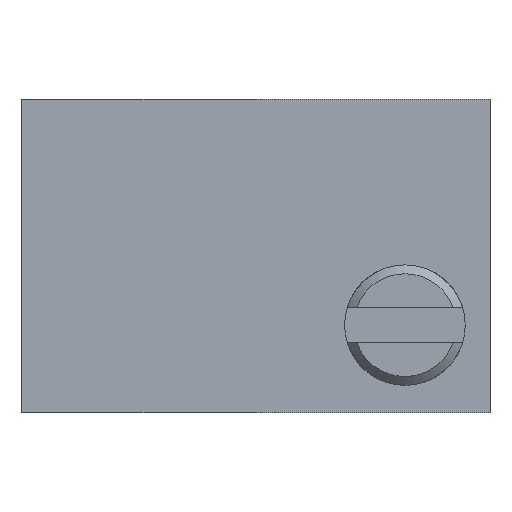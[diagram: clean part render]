
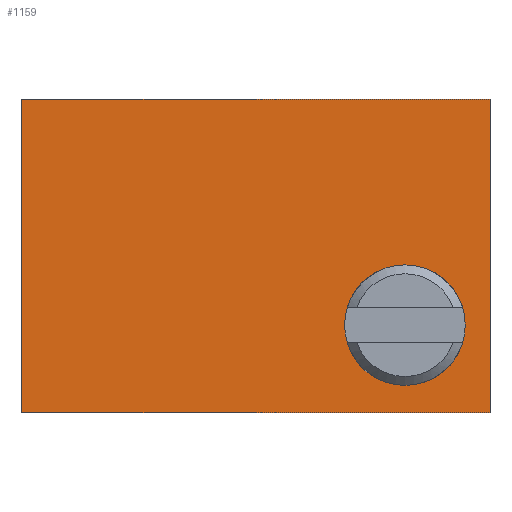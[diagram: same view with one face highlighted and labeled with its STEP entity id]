
A CAD part, left-side view. The second image highlights one B-rep face of the part: STEP entity #1159.
In plain terms, the highlighted planar face has unit normal (-1, 0, 0).
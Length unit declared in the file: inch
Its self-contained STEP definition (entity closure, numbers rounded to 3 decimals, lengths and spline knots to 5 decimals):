
#153=DIRECTION('',(0.,1.,0.));
#154=VECTOR('',#153,0.264);
#155=CARTESIAN_POINT('',(-0.224,-0.132,0.));
#156=LINE('',#155,#154);
#157=DIRECTION('',(0.,0.,-1.));
#158=VECTOR('',#157,0.177);
#159=CARTESIAN_POINT('',(-0.224,-0.132,0.177));
#160=LINE('',#159,#158);
#161=CARTESIAN_POINT('',(-0.224,-0.084,0.0495));
#162=DIRECTION('',(-1.,0.,0.));
#163=DIRECTION('',(0.,1.,0.));
#164=AXIS2_PLACEMENT_3D('',#161,#162,#163);
#166=CARTESIAN_POINT('',(-0.224,-0.084,0.0495));
#167=DIRECTION('',(-1.,0.,0.));
#168=DIRECTION('',(0.,-1.,0.));
#169=AXIS2_PLACEMENT_3D('',#166,#167,#168);
#203=DIRECTION('',(0.,1.,0.));
#204=VECTOR('',#203,0.264);
#205=CARTESIAN_POINT('',(-0.224,-0.132,0.177));
#206=LINE('',#205,#204);
#673=DIRECTION('',(0.,0.,-1.));
#674=VECTOR('',#673,0.177);
#675=CARTESIAN_POINT('',(-0.224,0.132,0.177));
#676=LINE('',#675,#674);
#735=CARTESIAN_POINT('',(-0.224,-0.132,0.177));
#736=VERTEX_POINT('',#735);
#737=CARTESIAN_POINT('',(-0.224,0.132,0.177));
#738=VERTEX_POINT('',#737);
#789=CARTESIAN_POINT('',(-0.224,0.132,0.));
#790=VERTEX_POINT('',#789);
#791=CARTESIAN_POINT('',(-0.224,-0.132,0.));
#792=VERTEX_POINT('',#791);
#793=CARTESIAN_POINT('',(-0.224,-0.0595,0.0495));
#794=CARTESIAN_POINT('',(-0.224,-0.1085,0.0495));
#795=VERTEX_POINT('',#793);
#796=VERTEX_POINT('',#794);
#1140=CARTESIAN_POINT('',(-0.224,0.,0.0885));
#1141=DIRECTION('',(1.,0.,0.));
#1142=DIRECTION('',(0.,-1.,0.));
#1143=AXIS2_PLACEMENT_3D('',#1140,#1141,#1142);
#1144=PLANE('',#1143);
#1146=ORIENTED_EDGE('',*,*,#1145,.T.);
#1148=ORIENTED_EDGE('',*,*,#1147,.F.);
#1150=ORIENTED_EDGE('',*,*,#1149,.F.);
#1152=ORIENTED_EDGE('',*,*,#1151,.T.);
#1153=EDGE_LOOP('',(#1146,#1148,#1150,#1152));
#1154=FACE_OUTER_BOUND('',#1153,.F.);
#1155=ORIENTED_EDGE('',*,*,#1105,.T.);
#1156=ORIENTED_EDGE('',*,*,#1133,.T.);
#1157=EDGE_LOOP('',(#1155,#1156));
#1158=FACE_BOUND('',#1157,.F.);
#1159=ADVANCED_FACE('',(#1154,#1158),#1144,.F.);
#165=CIRCLE('',#164,0.0245);
#170=CIRCLE('',#169,0.0245);
#1105=EDGE_CURVE('',#795,#796,#165,.T.);
#1133=EDGE_CURVE('',#796,#795,#170,.T.);
#1145=EDGE_CURVE('',#792,#790,#156,.T.);
#1147=EDGE_CURVE('',#738,#790,#676,.T.);
#1149=EDGE_CURVE('',#736,#738,#206,.T.);
#1151=EDGE_CURVE('',#736,#792,#160,.T.);
